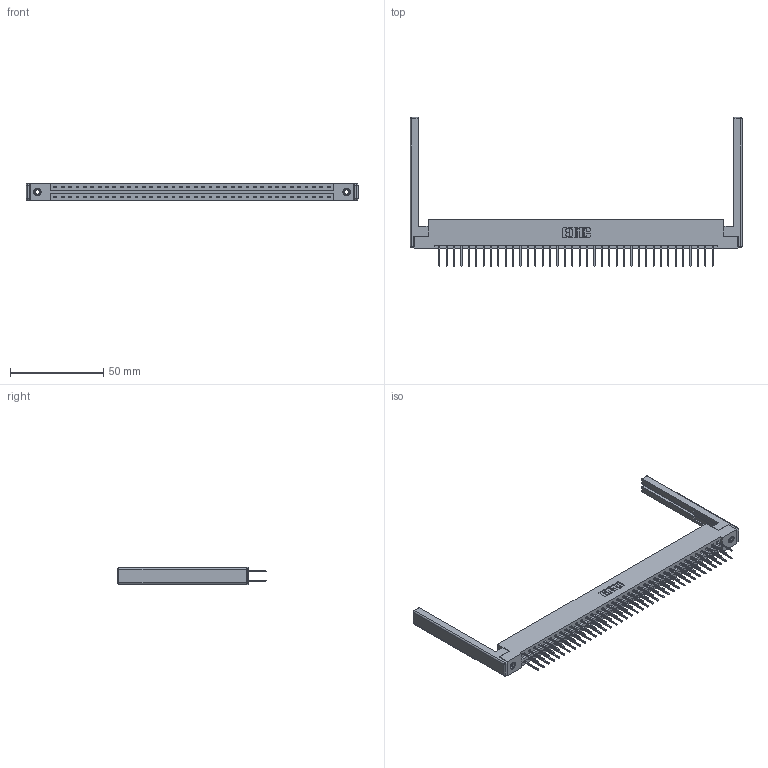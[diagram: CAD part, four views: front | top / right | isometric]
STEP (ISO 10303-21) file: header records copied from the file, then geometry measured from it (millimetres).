
FILE_DESCRIPTION (( 'STEP AP203' ), '1' );
FILE_NAME ('337-076-523-268.STEP', '2019-10-10T04:54:07', ( '' ), ( '' ), 'SwSTEP 2.0', 'SolidWorks 2016', '' );
FILE_SCHEMA (( 'CONFIG_CONTROL_DESIGN' ));
Length unit declared in the file: inch
Products named in the file (5): 337 Part_Flush Mounting Lugs - 0.156 Dia-TI; 337-076-523-268; 345-250-001_345-250-001-102; 345-292-001_345-293-123; 307-220-068
Assembly tree (81 placements, depth 2):
  337-076-523-268
    337 Part_Flush Mounting Lugs - 0.156 Dia-TI
    345-292-001_345-293-123  x76
    345-250-001_345-250-001-102  x2
    307-220-068  x2
Bounding box: 178 x 79.89 x 9.4 mm (x, y, z)
Volume: 23246.7 mm3; surface area: 26059.2 mm2
Topology: 81 solids, 81 shells, 4372 faces, 12937 edges, 8502 vertices
Faces by surface type: plane 3046, cylinder 1302, cone 12, sphere 8, torus 4
Entity records: 32758 total; most frequent: CARTESIAN_POINT 5487, ORIENTED_EDGE 5412, DIRECTION 4744, EDGE_CURVE 2706, LINE 2528, VECTOR 2528, VERTEX_POINT 1794, AXIS2_PLACEMENT_3D 1108
